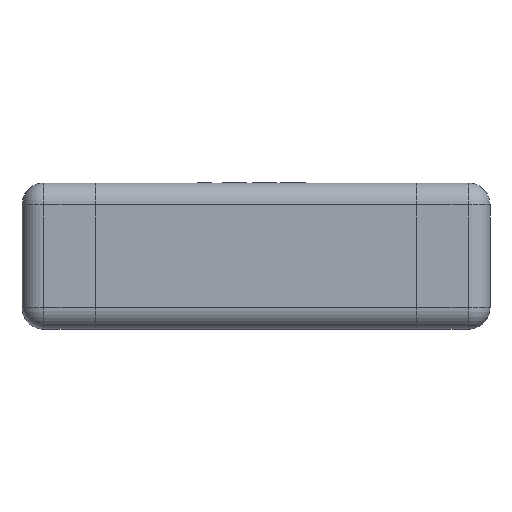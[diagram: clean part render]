
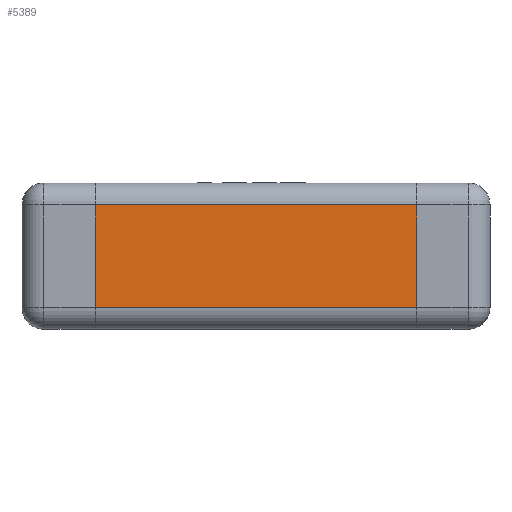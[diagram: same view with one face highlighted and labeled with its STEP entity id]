
A CAD part, front view. The second image highlights one B-rep face of the part: STEP entity #5389.
In plain terms, the highlighted planar face has unit normal (0, -1, 0).
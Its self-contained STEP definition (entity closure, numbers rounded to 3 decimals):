
#2093 = CYLINDRICAL_SURFACE('',#2094,0.15);
#2094 = AXIS2_PLACEMENT_3D('',#2095,#2096,#2097);
#2095 = CARTESIAN_POINT('',(-1.6,-0.665,0.85));
#2096 = DIRECTION('',(-1.,0.,0.));
#2097 = DIRECTION('',(0.,-1.,0.));
#4081 = VERTEX_POINT('',#4082);
#4082 = CARTESIAN_POINT('',(-1.1,-0.815,0.15));
#4119 = CYLINDRICAL_SURFACE('',#4120,0.15);
#4120 = AXIS2_PLACEMENT_3D('',#4121,#4122,#4123);
#4121 = CARTESIAN_POINT('',(-1.6,-0.665,0.15));
#4122 = DIRECTION('',(1.,0.,0.));
#4123 = DIRECTION('',(0.,1.,0.));
#4191 = PLANE('',#4192);
#4192 = AXIS2_PLACEMENT_3D('',#4193,#4194,#4195);
#4193 = CARTESIAN_POINT('',(-1.6,-0.815,1.));
#4194 = DIRECTION('',(0.,1.,0.));
#4195 = DIRECTION('',(-1.,0.,0.));
#4278 = VERTEX_POINT('',#4279);
#4279 = CARTESIAN_POINT('',(1.1,-0.815,0.15));
#4317 = PLANE('',#4318);
#4318 = AXIS2_PLACEMENT_3D('',#4319,#4320,#4321);
#4319 = CARTESIAN_POINT('',(-1.6,-0.815,1.));
#4320 = DIRECTION('',(0.,1.,0.));
#4321 = DIRECTION('',(-1.,0.,0.));
#4471 = VERTEX_POINT('',#4472);
#4472 = CARTESIAN_POINT('',(-1.1,-0.815,0.85));
#4758 = VERTEX_POINT('',#4759);
#4759 = CARTESIAN_POINT('',(1.1,-0.815,0.85));
#5052 = EDGE_CURVE('',#4471,#4081,#5053,.T.);
#5053 = SURFACE_CURVE('',#5054,(#5058,#5065),.PCURVE_S1.);
#5054 = LINE('',#5055,#5056);
#5055 = CARTESIAN_POINT('',(-1.1,-0.815,1.));
#5056 = VECTOR('',#5057,1.);
#5057 = DIRECTION('',(0.,0.,-1.));
#5058 = PCURVE('',#4191,#5059);
#5059 = DEFINITIONAL_REPRESENTATION('',(#5060),#5064);
#5060 = LINE('',#5061,#5062);
#5061 = CARTESIAN_POINT('',(-0.5,0.));
#5062 = VECTOR('',#5063,1.);
#5063 = DIRECTION('',(0.,-1.));
#5064 = ( GEOMETRIC_REPRESENTATION_CONTEXT(2) 
PARAMETRIC_REPRESENTATION_CONTEXT() REPRESENTATION_CONTEXT('2D SPACE',''
  ) );
#5065 = PCURVE('',#5066,#5071);
#5066 = PLANE('',#5067);
#5067 = AXIS2_PLACEMENT_3D('',#5068,#5069,#5070);
#5068 = CARTESIAN_POINT('',(-1.6,-0.815,1.));
#5069 = DIRECTION('',(0.,1.,0.));
#5070 = DIRECTION('',(-1.,0.,0.));
#5071 = DEFINITIONAL_REPRESENTATION('',(#5072),#5076);
#5072 = LINE('',#5073,#5074);
#5073 = CARTESIAN_POINT('',(-0.5,0.));
#5074 = VECTOR('',#5075,1.);
#5075 = DIRECTION('',(0.,-1.));
#5076 = ( GEOMETRIC_REPRESENTATION_CONTEXT(2) 
PARAMETRIC_REPRESENTATION_CONTEXT() REPRESENTATION_CONTEXT('2D SPACE',''
  ) );
#5131 = EDGE_CURVE('',#4278,#4758,#5132,.T.);
#5132 = SURFACE_CURVE('',#5133,(#5137,#5144),.PCURVE_S1.);
#5133 = LINE('',#5134,#5135);
#5134 = CARTESIAN_POINT('',(1.1,-0.815,1.));
#5135 = VECTOR('',#5136,1.);
#5136 = DIRECTION('',(0.,0.,1.));
#5137 = PCURVE('',#4317,#5138);
#5138 = DEFINITIONAL_REPRESENTATION('',(#5139),#5143);
#5139 = LINE('',#5140,#5141);
#5140 = CARTESIAN_POINT('',(-2.7,0.));
#5141 = VECTOR('',#5142,1.);
#5142 = DIRECTION('',(0.,1.));
#5143 = ( GEOMETRIC_REPRESENTATION_CONTEXT(2) 
PARAMETRIC_REPRESENTATION_CONTEXT() REPRESENTATION_CONTEXT('2D SPACE',''
  ) );
#5144 = PCURVE('',#5066,#5145);
#5145 = DEFINITIONAL_REPRESENTATION('',(#5146),#5150);
#5146 = LINE('',#5147,#5148);
#5147 = CARTESIAN_POINT('',(-2.7,0.));
#5148 = VECTOR('',#5149,1.);
#5149 = DIRECTION('',(0.,1.));
#5150 = ( GEOMETRIC_REPRESENTATION_CONTEXT(2) 
PARAMETRIC_REPRESENTATION_CONTEXT() REPRESENTATION_CONTEXT('2D SPACE',''
  ) );
#5389 = ADVANCED_FACE('',(#5390),#5066,.F.);
#5390 = FACE_BOUND('',#5391,.T.);
#5391 = EDGE_LOOP('',(#5392,#5435,#5436,#5479));
#5392 = ORIENTED_EDGE('',*,*,#5393,.T.);
#5393 = EDGE_CURVE('',#4758,#4471,#5394,.T.);
#5394 = SURFACE_CURVE('',#5395,(#5399,#5406),.PCURVE_S1.);
#5395 = LINE('',#5396,#5397);
#5396 = CARTESIAN_POINT('',(-1.6,-0.815,0.85));
#5397 = VECTOR('',#5398,1.);
#5398 = DIRECTION('',(-1.,0.,0.));
#5399 = PCURVE('',#5066,#5400);
#5400 = DEFINITIONAL_REPRESENTATION('',(#5401),#5405);
#5401 = LINE('',#5402,#5403);
#5402 = CARTESIAN_POINT('',(0.,-0.15));
#5403 = VECTOR('',#5404,1.);
#5404 = DIRECTION('',(1.,0.));
#5405 = ( GEOMETRIC_REPRESENTATION_CONTEXT(2) 
PARAMETRIC_REPRESENTATION_CONTEXT() REPRESENTATION_CONTEXT('2D SPACE',''
  ) );
#5406 = PCURVE('',#2093,#5407);
#5407 = DEFINITIONAL_REPRESENTATION('',(#5408),#5434);
#5408 = B_SPLINE_CURVE_WITH_KNOTS('',3,(#5409,#5410,#5411,#5412,#5413,
    #5414,#5415,#5416,#5417,#5418,#5419,#5420,#5421,#5422,#5423,#5424,
    #5425,#5426,#5427,#5428,#5429,#5430,#5431,#5432,#5433),
  .UNSPECIFIED.,.F.,.F.,(4,1,1,1,1,1,1,1,1,1,1,1,1,1,1,1,1,1,1,1,1,1,4),
  (-2.7,-2.6,-2.5,-2.4,-2.3,-2.2,-2.1,-2.,-1.9,-1.8,-1.7,-1.6,-1.5,-1.4,
    -1.3,-1.2,-1.1,-1.,-0.9,-0.8,-0.7,-0.6,-0.5),.UNSPECIFIED.);
#5409 = CARTESIAN_POINT('',(0.,-2.7));
#5410 = CARTESIAN_POINT('',(0.,-2.667));
#5411 = CARTESIAN_POINT('',(0.,-2.6));
#5412 = CARTESIAN_POINT('',(0.,-2.5));
#5413 = CARTESIAN_POINT('',(0.,-2.4));
#5414 = CARTESIAN_POINT('',(0.,-2.3));
#5415 = CARTESIAN_POINT('',(0.,-2.2));
#5416 = CARTESIAN_POINT('',(0.,-2.1));
#5417 = CARTESIAN_POINT('',(0.,-2.));
#5418 = CARTESIAN_POINT('',(0.,-1.9));
#5419 = CARTESIAN_POINT('',(0.,-1.8));
#5420 = CARTESIAN_POINT('',(0.,-1.7));
#5421 = CARTESIAN_POINT('',(0.,-1.6));
#5422 = CARTESIAN_POINT('',(0.,-1.5));
#5423 = CARTESIAN_POINT('',(0.,-1.4));
#5424 = CARTESIAN_POINT('',(0.,-1.3));
#5425 = CARTESIAN_POINT('',(0.,-1.2));
#5426 = CARTESIAN_POINT('',(0.,-1.1));
#5427 = CARTESIAN_POINT('',(0.,-1.));
#5428 = CARTESIAN_POINT('',(0.,-0.9));
#5429 = CARTESIAN_POINT('',(0.,-0.8));
#5430 = CARTESIAN_POINT('',(0.,-0.7));
#5431 = CARTESIAN_POINT('',(0.,-0.6));
#5432 = CARTESIAN_POINT('',(0.,-0.533));
#5433 = CARTESIAN_POINT('',(0.,-0.5));
#5434 = ( GEOMETRIC_REPRESENTATION_CONTEXT(2) 
PARAMETRIC_REPRESENTATION_CONTEXT() REPRESENTATION_CONTEXT('2D SPACE',''
  ) );
#5435 = ORIENTED_EDGE('',*,*,#5052,.T.);
#5436 = ORIENTED_EDGE('',*,*,#5437,.T.);
#5437 = EDGE_CURVE('',#4081,#4278,#5438,.T.);
#5438 = SURFACE_CURVE('',#5439,(#5443,#5450),.PCURVE_S1.);
#5439 = LINE('',#5440,#5441);
#5440 = CARTESIAN_POINT('',(-1.6,-0.815,0.15));
#5441 = VECTOR('',#5442,1.);
#5442 = DIRECTION('',(1.,0.,0.));
#5443 = PCURVE('',#5066,#5444);
#5444 = DEFINITIONAL_REPRESENTATION('',(#5445),#5449);
#5445 = LINE('',#5446,#5447);
#5446 = CARTESIAN_POINT('',(0.,-0.85));
#5447 = VECTOR('',#5448,1.);
#5448 = DIRECTION('',(-1.,0.));
#5449 = ( GEOMETRIC_REPRESENTATION_CONTEXT(2) 
PARAMETRIC_REPRESENTATION_CONTEXT() REPRESENTATION_CONTEXT('2D SPACE',''
  ) );
#5450 = PCURVE('',#4119,#5451);
#5451 = DEFINITIONAL_REPRESENTATION('',(#5452),#5478);
#5452 = B_SPLINE_CURVE_WITH_KNOTS('',3,(#5453,#5454,#5455,#5456,#5457,
    #5458,#5459,#5460,#5461,#5462,#5463,#5464,#5465,#5466,#5467,#5468,
    #5469,#5470,#5471,#5472,#5473,#5474,#5475,#5476,#5477),
  .UNSPECIFIED.,.F.,.F.,(4,1,1,1,1,1,1,1,1,1,1,1,1,1,1,1,1,1,1,1,1,1,4),
  (0.5,0.6,0.7,0.8,0.9,1.,1.1,1.2,1.3,1.4,1.5,1.6,1.7,1.8,1.9,2.,2.1,2.2
    ,2.3,2.4,2.5,2.6,2.7),.QUASI_UNIFORM_KNOTS.);
#5453 = CARTESIAN_POINT('',(3.142,0.5));
#5454 = CARTESIAN_POINT('',(3.142,0.533));
#5455 = CARTESIAN_POINT('',(3.142,0.6));
#5456 = CARTESIAN_POINT('',(3.142,0.7));
#5457 = CARTESIAN_POINT('',(3.142,0.8));
#5458 = CARTESIAN_POINT('',(3.142,0.9));
#5459 = CARTESIAN_POINT('',(3.142,1.));
#5460 = CARTESIAN_POINT('',(3.142,1.1));
#5461 = CARTESIAN_POINT('',(3.142,1.2));
#5462 = CARTESIAN_POINT('',(3.142,1.3));
#5463 = CARTESIAN_POINT('',(3.142,1.4));
#5464 = CARTESIAN_POINT('',(3.142,1.5));
#5465 = CARTESIAN_POINT('',(3.142,1.6));
#5466 = CARTESIAN_POINT('',(3.142,1.7));
#5467 = CARTESIAN_POINT('',(3.142,1.8));
#5468 = CARTESIAN_POINT('',(3.142,1.9));
#5469 = CARTESIAN_POINT('',(3.142,2.));
#5470 = CARTESIAN_POINT('',(3.142,2.1));
#5471 = CARTESIAN_POINT('',(3.142,2.2));
#5472 = CARTESIAN_POINT('',(3.142,2.3));
#5473 = CARTESIAN_POINT('',(3.142,2.4));
#5474 = CARTESIAN_POINT('',(3.142,2.5));
#5475 = CARTESIAN_POINT('',(3.142,2.6));
#5476 = CARTESIAN_POINT('',(3.142,2.667));
#5477 = CARTESIAN_POINT('',(3.142,2.7));
#5478 = ( GEOMETRIC_REPRESENTATION_CONTEXT(2) 
PARAMETRIC_REPRESENTATION_CONTEXT() REPRESENTATION_CONTEXT('2D SPACE',''
  ) );
#5479 = ORIENTED_EDGE('',*,*,#5131,.T.);
